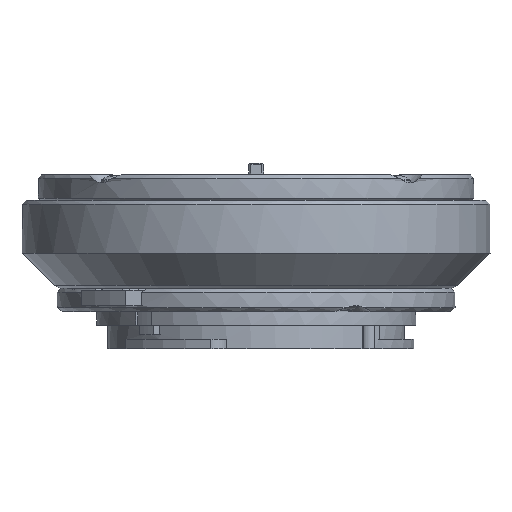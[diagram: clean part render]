
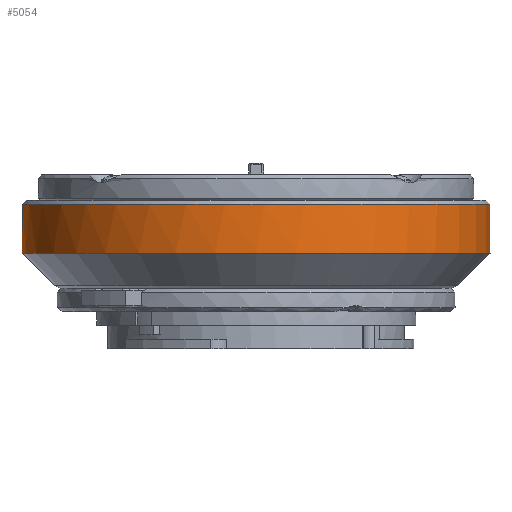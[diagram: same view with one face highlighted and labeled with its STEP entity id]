
A CAD part, left-side view. The second image highlights one B-rep face of the part: STEP entity #5054.
In plain terms, the highlighted cylindrical face has radius 30 mm (diameter 60 mm), a full revolution.
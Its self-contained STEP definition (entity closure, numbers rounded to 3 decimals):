
#309=CYLINDRICAL_SURFACE('',#5606,30.);
#522=LINE('',#11490,#870);
#523=LINE('',#11495,#871);
#870=VECTOR('',#6670,1000.);
#871=VECTOR('',#6673,1000.);
#1759=ORIENTED_EDGE('',*,*,#2858,.F.);
#1760=ORIENTED_EDGE('',*,*,#2859,.T.);
#1761=ORIENTED_EDGE('',*,*,#2860,.T.);
#1762=ORIENTED_EDGE('',*,*,#2861,.T.);
#1763=ORIENTED_EDGE('',*,*,#2862,.T.);
#2858=EDGE_CURVE('',#3466,#3467,#522,.F.);
#2859=EDGE_CURVE('',#3466,#3468,#3862,.T.);
#2860=EDGE_CURVE('',#3468,#3469,#523,.F.);
#2861=EDGE_CURVE('',#3469,#3467,#3863,.F.);
#2862=EDGE_CURVE('',#3470,#3470,#3864,.T.);
#3466=VERTEX_POINT('',#11491);
#3467=VERTEX_POINT('',#11492);
#3468=VERTEX_POINT('',#11494);
#3469=VERTEX_POINT('',#11496);
#3470=VERTEX_POINT('',#11499);
#3862=CIRCLE('',#5607,30.);
#3863=CIRCLE('',#5608,30.);
#3864=CIRCLE('',#5609,30.);
#4141=EDGE_LOOP('',(#1759,#1760,#1761,#1762));
#4142=EDGE_LOOP('',(#1763));
#4530=FACE_BOUND('',#4141,.T.);
#4531=FACE_BOUND('',#4142,.T.);
#5054=ADVANCED_FACE('',(#4530,#4531),#309,.T.);
#5606=AXIS2_PLACEMENT_3D('',#11489,#6668,#6669);
#5607=AXIS2_PLACEMENT_3D('',#11493,#6671,#6672);
#5608=AXIS2_PLACEMENT_3D('',#11497,#6674,#6675);
#5609=AXIS2_PLACEMENT_3D('',#11498,#6676,#6677);
#6668=DIRECTION('',(0.,0.,1.));
#6669=DIRECTION('',(1.,0.,0.));
#6670=DIRECTION('',(0.,0.,1.));
#6671=DIRECTION('',(0.,0.,-1.));
#6672=DIRECTION('',(-1.,0.,0.));
#6673=DIRECTION('',(0.,0.,1.));
#6674=DIRECTION('',(0.,0.,1.));
#6675=DIRECTION('',(1.,0.,0.));
#6676=DIRECTION('',(0.,0.,1.));
#6677=DIRECTION('',(1.,0.,0.));
#11489=CARTESIAN_POINT('',(0.002,0.002,1.3));
#11490=CARTESIAN_POINT('',(29.966,-1.448,1.3));
#11491=CARTESIAN_POINT('',(29.966,-1.448,-0.5));
#11492=CARTESIAN_POINT('',(29.966,-1.448,-3.45));
#11493=CARTESIAN_POINT('',(0.002,0.002,-0.5));
#11494=CARTESIAN_POINT('',(24.264,17.646,-0.5));
#11495=CARTESIAN_POINT('',(24.264,17.646,1.3));
#11496=CARTESIAN_POINT('',(24.264,17.646,-3.45));
#11497=CARTESIAN_POINT('',(0.002,0.002,-3.45));
#11498=CARTESIAN_POINT('',(0.002,0.002,-6.75));
#11499=CARTESIAN_POINT('',(30.002,0.002,-6.75));
